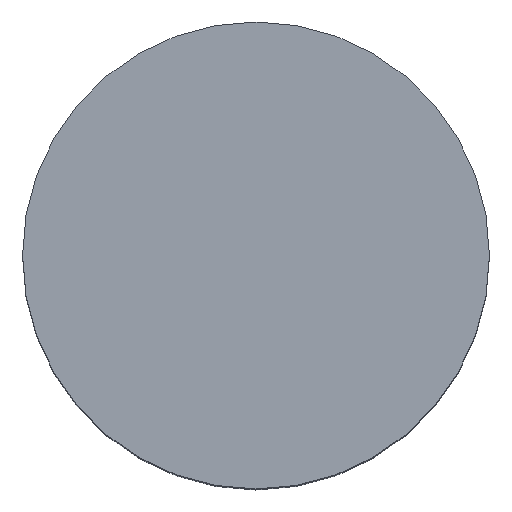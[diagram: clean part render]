
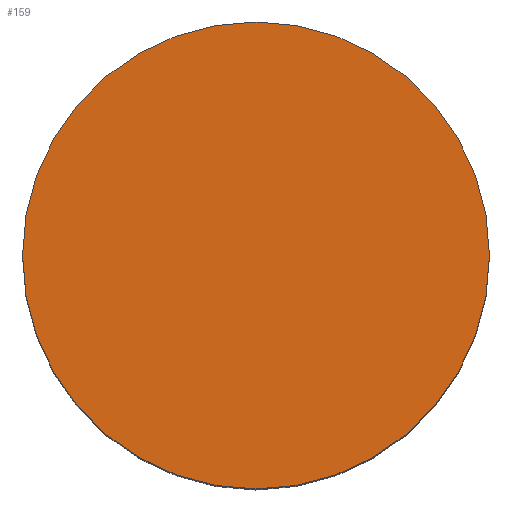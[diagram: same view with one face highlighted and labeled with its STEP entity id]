
A CAD part, top view. The second image highlights one B-rep face of the part: STEP entity #159.
In plain terms, the highlighted planar face has unit normal (0, 0, 1).
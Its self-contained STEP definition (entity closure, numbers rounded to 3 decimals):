
#96=FACE_OUTER_BOUND('',#253,.T.);
#138=PLANE('',#424);
#159=ADVANCED_FACE('',(#96),#138,.F.);
#253=EDGE_LOOP('',(#301));
#301=ORIENTED_EDGE('',*,*,#354,.F.);
#330=VERTEX_POINT('',#594);
#354=EDGE_CURVE('',#330,#330,#378,.T.);
#378=CIRCLE('',#423,31.5);
#423=AXIS2_PLACEMENT_3D('',#593,#514,#515);
#424=AXIS2_PLACEMENT_3D('',#595,#516,#517);
#514=DIRECTION('',(0.,0.,-1.));
#515=DIRECTION('',(-1.,0.,0.));
#516=DIRECTION('',(0.,0.,-1.));
#517=DIRECTION('',(-1.,0.,0.));
#593=CARTESIAN_POINT('',(0.,0.,0.));
#594=CARTESIAN_POINT('',(-31.5,0.,0.));
#595=CARTESIAN_POINT('',(0.,0.,0.));
